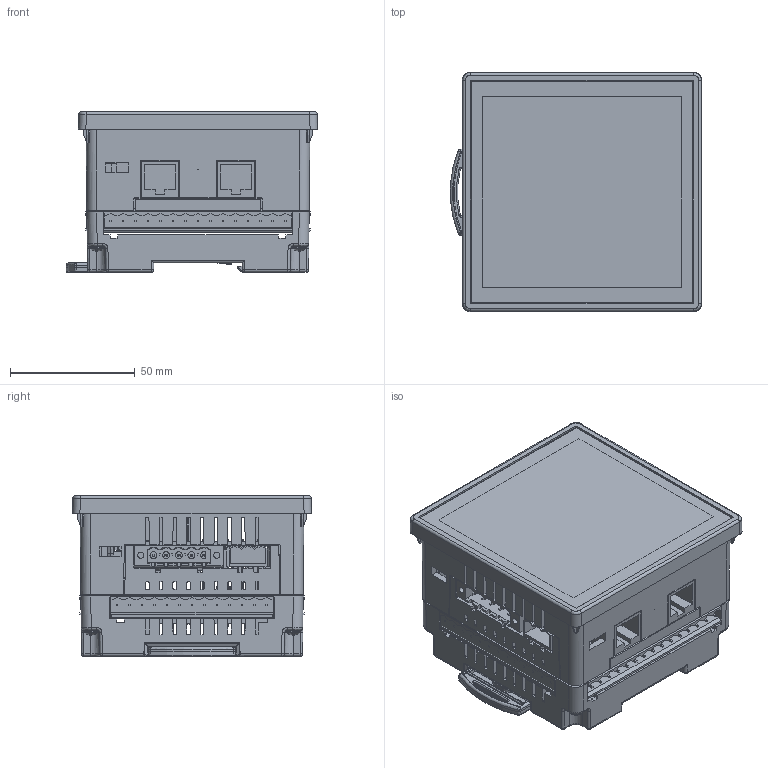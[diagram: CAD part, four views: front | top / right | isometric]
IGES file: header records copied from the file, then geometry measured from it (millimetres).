
Global section: file name: No Iges File Name specified; native system: AutoDesk Inventor R12.0; preprocessor: AutoDesk Inventor Iges Exporter R12.0; date: 20080407.091221; units: inch
Bounding box: 100.8 x 96 x 64.5 mm (x, y, z)
Volume: 176754.5 mm3; surface area: 181551.3 mm2
Topology: 56 solids, 56 shells, 4925 faces, 12193 edges, 7559 vertices
Faces by surface type: plane 3604, cylinder 526, revolution 464, bspline 183, cone 58, sphere 54, torus 36
